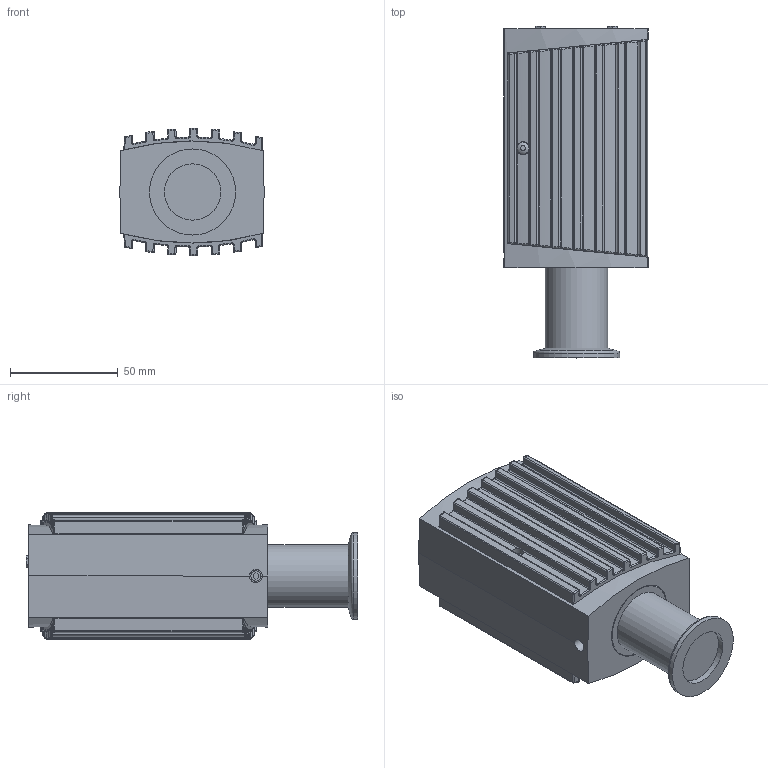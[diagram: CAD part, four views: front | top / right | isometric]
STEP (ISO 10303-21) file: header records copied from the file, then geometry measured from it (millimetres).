
FILE_DESCRIPTION((''),'2;1');
FILE_NAME('M353-500.stp','2013-04-04T09:58:20',('GELH'),(''),'Autodesk Inventor 2012','Autodesk Inventor 2012','');
FILE_SCHEMA(('AUTOMOTIVE_DESIGN { 1 0 10303 214 1 1 1 1 }'));
Length unit declared in the file: millimetre
Products named in the file (1): M353-500
Bounding box: 67 x 154.1 x 59 mm (x, y, z)
Volume: 124008.1 mm3; surface area: 86960.8 mm2
Topology: 3 solids, 3 shells, 748 faces, 1948 edges, 1226 vertices
Faces by surface type: plane 334, cylinder 244, bspline 100, sphere 58, torus 7, cone 5
Full cylindrical faces by diameter (mm): 1.5 x2, 2.3 x3, 2.4 x2, 2.8 x2, 3 x6, 3.2 x6, 4 x1, 4.2 x3, 4.8 x1, 5.6 x2, 6 x3, 15 x1, 24.8 x1, 25 x1, 25.6 x1, 26 x1, 26.2 x1, 28.7 x1, 29 x1, 31.95 x2, 32 x1, 32.2 x1, 40 x1
Entity records: 30624 total; most frequent: CARTESIAN_POINT 12221, DIRECTION 3979, ORIENTED_EDGE 3736, EDGE_CURVE 1868, AXIS2_PLACEMENT_3D 1508, VERTEX_POINT 1206, VECTOR 963, LINE 963
